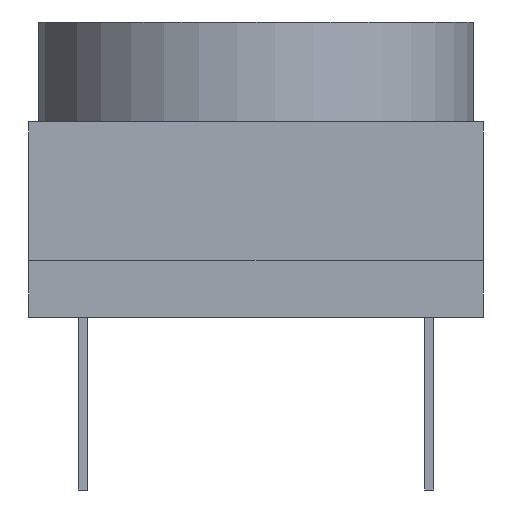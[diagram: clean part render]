
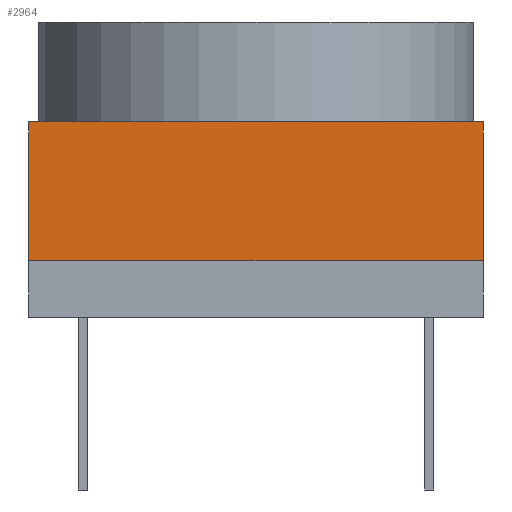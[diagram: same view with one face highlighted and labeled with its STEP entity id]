
A CAD part, front view. The second image highlights one B-rep face of the part: STEP entity #2964.
In plain terms, the highlighted planar face has unit normal (0, -1, 0).
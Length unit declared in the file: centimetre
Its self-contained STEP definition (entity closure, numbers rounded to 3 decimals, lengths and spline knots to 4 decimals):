
#369=FACE_OUTER_BOUND('',#552,.T.);
#552=EDGE_LOOP('',(#2692,#2693,#2694,#2695));
#660=LINE('',#3842,#964);
#844=LINE('',#5152,#1148);
#850=LINE('',#5165,#1154);
#856=LINE('',#5178,#1160);
#964=VECTOR('',#3290,1.);
#1148=VECTOR('',#3582,1.);
#1154=VECTOR('',#3592,1.);
#1160=VECTOR('',#3612,1.);
#1181=VERTEX_POINT('',#3674);
#1233=VERTEX_POINT('',#3838);
#1432=VERTEX_POINT('',#5149);
#1433=VERTEX_POINT('',#5151);
#1547=EDGE_CURVE('',#1181,#1233,#660,.T.);
#1844=EDGE_CURVE('',#1433,#1432,#844,.T.);
#1851=EDGE_CURVE('',#1432,#1181,#850,.T.);
#1857=EDGE_CURVE('',#1233,#1433,#856,.T.);
#2692=ORIENTED_EDGE('',*,*,#1844,.T.);
#2693=ORIENTED_EDGE('',*,*,#1851,.T.);
#2694=ORIENTED_EDGE('',*,*,#1547,.T.);
#2695=ORIENTED_EDGE('',*,*,#1857,.T.);
#2801=PLANE('',#3088);
#2964=ADVANCED_FACE('',(#369),#2801,.T.);
#3088=AXIS2_PLACEMENT_3D('',#5179,#3613,#3614);
#3290=DIRECTION('',(1.,0.,0.));
#3582=DIRECTION('',(-1.,0.,0.));
#3592=DIRECTION('',(0.,0.,-1.));
#3612=DIRECTION('',(0.,0.,1.));
#3613=DIRECTION('center_axis',(0.,-1.,0.));
#3614=DIRECTION('ref_axis',(0.,0.,
-1.));
#3674=CARTESIAN_POINT('',(-0.5,-0.5,-0.1525));
#3838=CARTESIAN_POINT('',(0.5,-0.5,-0.1525));
#3842=CARTESIAN_POINT('',(-0.5,-0.5,-0.1525));
#5149=CARTESIAN_POINT('',(-0.5,-0.5,0.1525));
#5151=CARTESIAN_POINT('',(0.5,-0.5,0.1525));
#5152=CARTESIAN_POINT('',(-0.5,-0.5,0.1525));
#5165=CARTESIAN_POINT('',(-0.5,-0.5,0.));
#5178=CARTESIAN_POINT('',(0.5,-0.5,0.));
#5179=CARTESIAN_POINT('Origin',(0.5,-0.5,0.));
